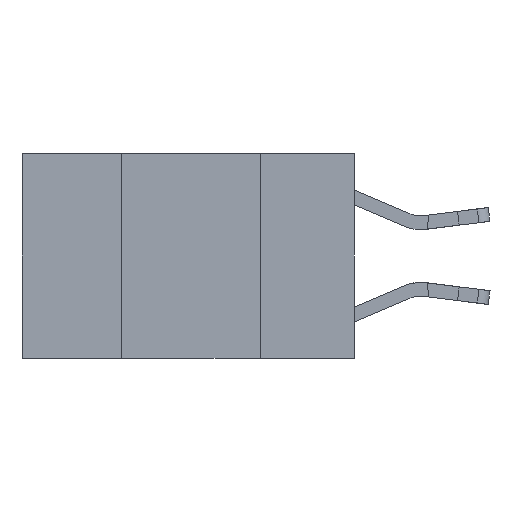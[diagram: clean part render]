
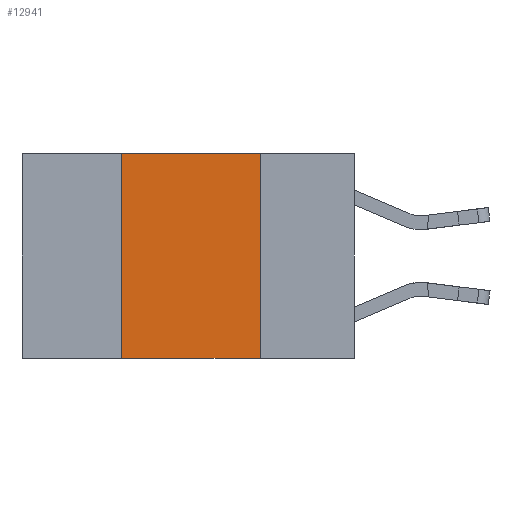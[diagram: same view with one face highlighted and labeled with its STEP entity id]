
A CAD part, left-side view. The second image highlights one B-rep face of the part: STEP entity #12941.
In plain terms, the highlighted planar face has unit normal (-1, 0, 0).
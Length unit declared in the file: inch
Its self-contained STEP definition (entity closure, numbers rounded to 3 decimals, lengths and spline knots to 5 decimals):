
#696 = VERTEX_POINT ( 'NONE', #7118 ) ;
#948 = CARTESIAN_POINT ( 'NONE',  ( 0., 0.17, 0. ) ) ;
#1291 = EDGE_CURVE ( 'NONE', #696, #6578, #5496, .T. ) ;
#1549 = DIRECTION ( 'NONE',  ( 0., -1., 0. ) ) ;
#2002 = LINE ( 'NONE', #6221, #13745 ) ;
#2500 = CARTESIAN_POINT ( 'NONE',  ( 0., 0.42, 0. ) ) ;
#2751 = VECTOR ( 'NONE', #14014, 39.37008 ) ;
#4099 = VERTEX_POINT ( 'NONE', #2500 ) ;
#4723 = EDGE_CURVE ( 'NONE', #696, #4099, #2002, .T. ) ;
#5024 = EDGE_CURVE ( 'NONE', #4099, #14451, #13989, .T. ) ;
#5496 = LINE ( 'NONE', #14093, #13528 ) ;
#6221 = CARTESIAN_POINT ( 'NONE',  ( 0., 0.42, 0. ) ) ;
#6578 = VERTEX_POINT ( 'NONE', #10168 ) ;
#7118 = CARTESIAN_POINT ( 'NONE',  ( 0., 0.42, -0.37 ) ) ;
#7325 = DIRECTION ( 'NONE',  ( 1., 0., 0. ) ) ;
#7665 = CARTESIAN_POINT ( 'NONE',  ( 0., 0.17, 0. ) ) ;
#8289 = VECTOR ( 'NONE', #14078, 39.37008 ) ;
#8408 = EDGE_CURVE ( 'NONE', #14451, #6578, #15979, .T. ) ;
#8886 = ORIENTED_EDGE ( 'NONE', *, *, #8408, .F. ) ;
#9059 = PLANE ( 'NONE',  #16511 ) ;
#10168 = CARTESIAN_POINT ( 'NONE',  ( 0., 0.17, -0.37 ) ) ;
#10433 = DIRECTION ( 'NONE',  ( 0., 0., 1. ) ) ;
#11093 = ORIENTED_EDGE ( 'NONE', *, *, #5024, .F. ) ;
#11880 = CARTESIAN_POINT ( 'NONE',  ( 0., 0.6, 0. ) ) ;
#12512 = CARTESIAN_POINT ( 'NONE',  ( 0., 0.6, 0. ) ) ;
#12941 = ADVANCED_FACE ( 'NONE', ( #17263 ), #9059, .F. ) ;
#12986 = DIRECTION ( 'NONE',  ( 0., 0., -1. ) ) ;
#13528 = VECTOR ( 'NONE', #1549, 39.37008 ) ;
#13745 = VECTOR ( 'NONE', #10433, 39.37008 ) ;
#13989 = LINE ( 'NONE', #12512, #8289 ) ;
#14014 = DIRECTION ( 'NONE',  ( 0., 0., -1. ) ) ;
#14078 = DIRECTION ( 'NONE',  ( 0., -1., 0. ) ) ;
#14093 = CARTESIAN_POINT ( 'NONE',  ( 0., 0.6, -0.37 ) ) ;
#14451 = VERTEX_POINT ( 'NONE', #948 ) ;
#15979 = LINE ( 'NONE', #7665, #2751 ) ;
#16012 = ORIENTED_EDGE ( 'NONE', *, *, #4723, .F. ) ;
#16130 = EDGE_LOOP ( 'NONE', ( #8886, #11093, #16012, #16164 ) ) ;
#16164 = ORIENTED_EDGE ( 'NONE', *, *, #1291, .T. ) ;
#16511 = AXIS2_PLACEMENT_3D ( 'NONE', #11880, #7325, #12986 ) ;
#17263 = FACE_OUTER_BOUND ( 'NONE', #16130, .T. ) ;
